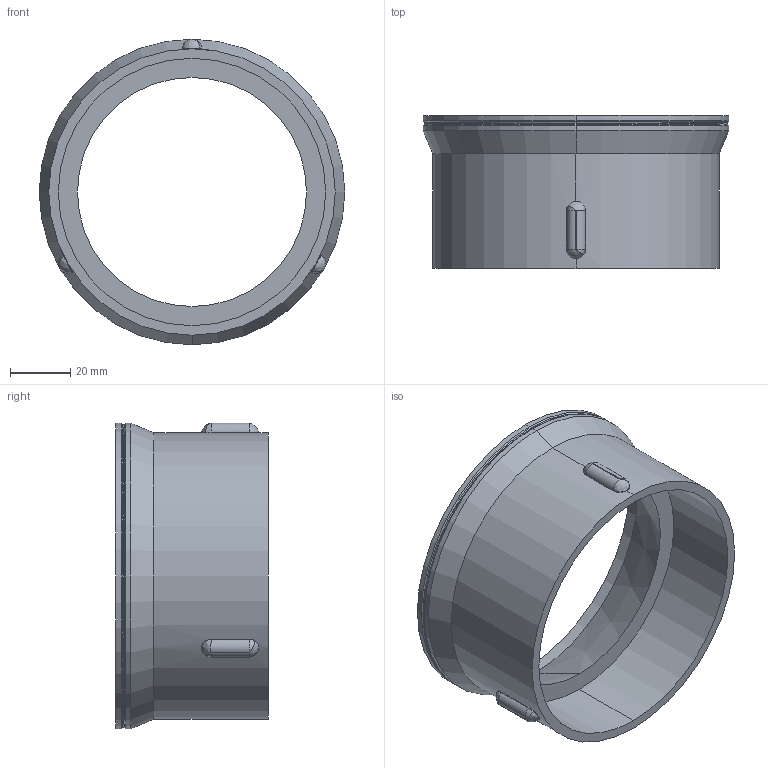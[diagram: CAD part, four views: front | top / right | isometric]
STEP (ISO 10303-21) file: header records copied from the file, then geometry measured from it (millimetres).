
FILE_DESCRIPTION (( 'STEP AP214' ), '1' );
FILE_NAME ('3_4_in_Coupler_v1.STEP', '2024-12-07T18:19:03', ( '' ), ( '' ), 'SwSTEP 2.0', 'SolidWorks 2024', '' );
FILE_SCHEMA (( 'AUTOMOTIVE_DESIGN' ));
Length unit declared in the file: inch
Products named in the file (1): 3_4_in_Coupler_v1
Bounding box: 101.6 x 50.8 x 101.6 mm (x, y, z)
Volume: 56173.7 mm3; surface area: 33989.3 mm2
Topology: 1 solids, 1 shells, 59 faces, 134 edges, 74 vertices
Faces by surface type: cylinder 20, bspline 18, plane 9, cone 8, torus 4
Entity records: 10700 total; most frequent: CARTESIAN_POINT 9503, ORIENTED_EDGE 256, DIRECTION 210, EDGE_CURVE 128, AXIS2_PLACEMENT_3D 80, VERTEX_POINT 74, EDGE_LOOP 64, FACE_OUTER_BOUND 59
